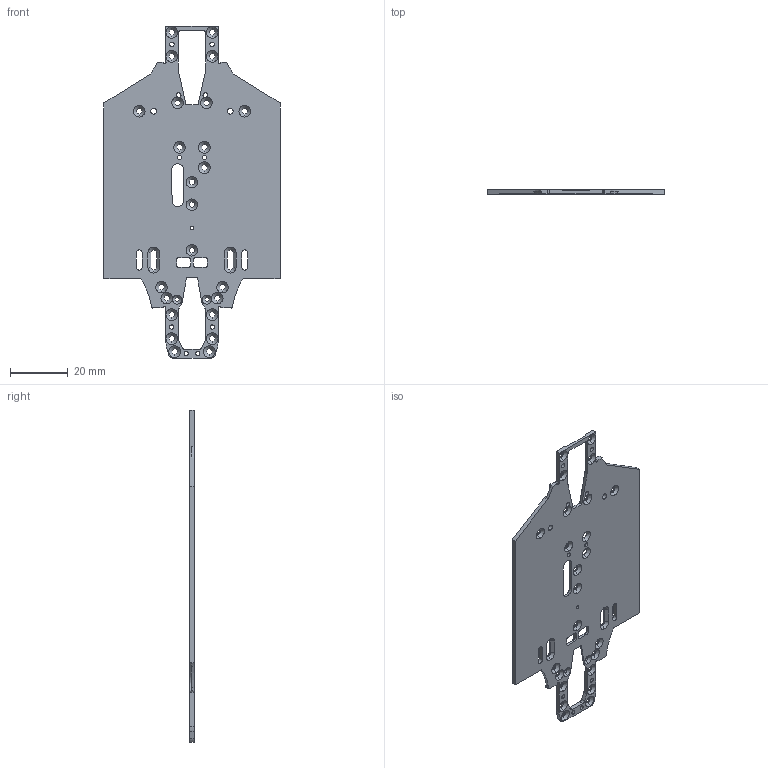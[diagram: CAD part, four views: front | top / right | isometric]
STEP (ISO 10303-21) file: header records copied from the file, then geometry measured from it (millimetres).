
FILE_DESCRIPTION (( 'STEP AP214' ), '1' );
FILE_NAME ('BZ3.STEP', '2019-11-18T19:15:11', ( '' ), ( '' ), 'SwSTEP 2.0', 'SolidWorks 2014', '' );
FILE_SCHEMA (( 'AUTOMOTIVE_DESIGN' ));
Length unit declared in the file: millimetre
Products named in the file (1): BZ3
Bounding box: 61 x 1.5 x 114.9 mm (x, y, z)
Volume: 6355 mm3; surface area: 10073.4 mm2
Topology: 1 solids, 1 shells, 339 faces, 948 edges, 597 vertices
Faces by surface type: cylinder 164, plane 104, cone 71
Entity records: 11523 total; most frequent: DIRECTION 1976, CARTESIAN_POINT 1969, ORIENTED_EDGE 1872, EDGE_CURVE 936, AXIS2_PLACEMENT_3D 730, VERTEX_POINT 591, VECTOR 516, LINE 516
